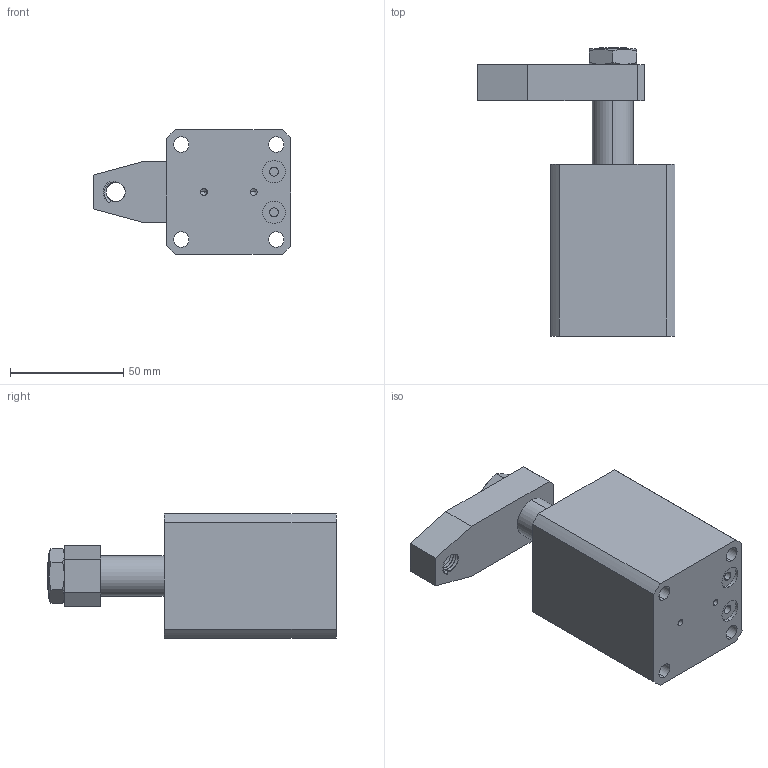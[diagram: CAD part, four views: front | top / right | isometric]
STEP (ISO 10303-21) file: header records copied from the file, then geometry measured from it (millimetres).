
FILE_DESCRIPTION (( 'STEP AP203' ), '1' );
FILE_NAME ('chs-m25s_asm.STEP', '2019-05-07T00:45:14', ( '' ), ( '' ), 'SwSTEP 2.0', 'SolidWorks 2017', '' );
FILE_SCHEMA (( 'CONFIG_CONTROL_DESIGN' ));
Length unit declared in the file: millimetre
Products named in the file (5): CHS-25-01; chs-m25s_asm; M14_5; CHS-M25-03_1; CHS-25S-02_5_1
Assembly tree (4 placements, depth 2):
  chs-m25s_asm
    CHS-M25-03_1
    CHS-25S-02_5_1
    CHS-25-01
    M14_5
Bounding box: 87.5 x 127.5 x 55 mm (x, y, z)
Volume: 241549.3 mm3; surface area: 51086.7 mm2
Topology: 5 solids, 5 shells, 175 faces, 446 edges, 291 vertices
Faces by surface type: cylinder 92, plane 47, cone 20, bspline 16
Entity records: 13274 total; most frequent: CARTESIAN_POINT 8782, ORIENTED_EDGE 880, DIRECTION 727, EDGE_CURVE 440, VERTEX_POINT 291, AXIS2_PLACEMENT_3D 284, EDGE_LOOP 205, ADVANCED_FACE 175
